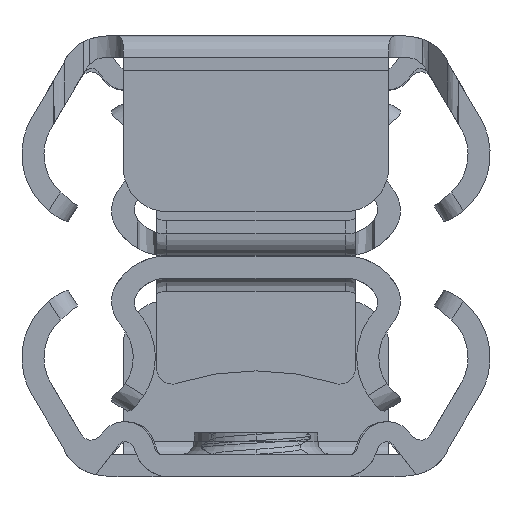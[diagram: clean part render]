
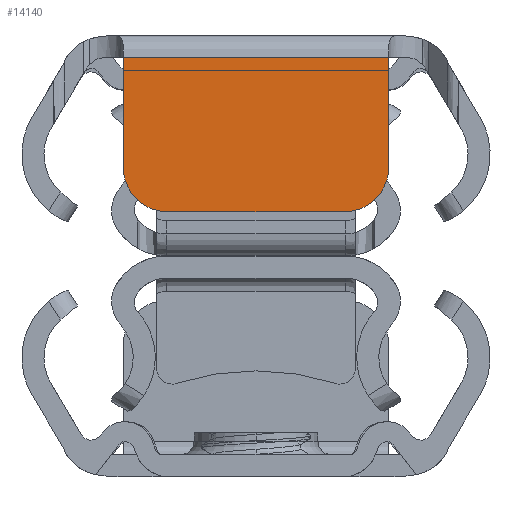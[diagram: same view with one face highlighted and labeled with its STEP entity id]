
A CAD part, left-side view. The second image highlights one B-rep face of the part: STEP entity #14140.
In plain terms, the highlighted face is planar.
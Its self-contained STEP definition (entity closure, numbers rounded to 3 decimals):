
#115 = EDGE_CURVE ( 'NONE', #562, #11841, #8549, .T. ) ;
#204 = DIRECTION ( 'NONE',  ( 0., -0.259, -0.966 ) ) ;
#259 = AXIS2_PLACEMENT_3D ( 'NONE', #11045, #12207, #2104 ) ;
#389 = ORIENTED_EDGE ( 'NONE', *, *, #450, .T. ) ;
#450 = EDGE_CURVE ( 'NONE', #1963, #11261, #11372, .T. ) ;
#562 = VERTEX_POINT ( 'NONE', #11728 ) ;
#819 = FACE_OUTER_BOUND ( 'NONE', #13885, .T. ) ;
#851 = CARTESIAN_POINT ( 'NONE',  ( 155., 3., 3.132 ) ) ;
#1059 = ORIENTED_EDGE ( 'NONE', *, *, #11030, .T. ) ;
#1147 = ORIENTED_EDGE ( 'NONE', *, *, #10019, .T. ) ;
#1348 = EDGE_CURVE ( 'NONE', #12005, #9788, #11226, .T. ) ;
#1875 = VECTOR ( 'NONE', #7381, 1000. ) ;
#1885 = EDGE_CURVE ( 'NONE', #6247, #562, #7987, .T. ) ;
#1946 = CARTESIAN_POINT ( 'NONE',  ( 155., 3., 0.5 ) ) ;
#1963 = VERTEX_POINT ( 'NONE', #10241 ) ;
#2104 = DIRECTION ( 'NONE',  ( 0., 0., -1. ) ) ;
#2110 = ORIENTED_EDGE ( 'NONE', *, *, #115, .T. ) ;
#2388 = VERTEX_POINT ( 'NONE', #3766 ) ;
#2707 = CARTESIAN_POINT ( 'NONE',  ( 155., -2., 3. ) ) ;
#2718 = CARTESIAN_POINT ( 'NONE',  ( 155., 0., 4. ) ) ;
#3015 = CARTESIAN_POINT ( 'NONE',  ( 155., -3.65, 2.7 ) ) ;
#3462 = CARTESIAN_POINT ( 'NONE',  ( 155., 3., 0. ) ) ;
#3766 = CARTESIAN_POINT ( 'NONE',  ( 155., 2.966, 3.259 ) ) ;
#4212 = AXIS2_PLACEMENT_3D ( 'NONE', #3015, #10858, #10790 ) ;
#4228 = CARTESIAN_POINT ( 'NONE',  ( 155., 3., 0.5 ) ) ;
#4357 = CIRCLE ( 'NONE', #12465, 1. ) ;
#4685 = EDGE_CURVE ( 'NONE', #11841, #9788, #9936, .T. ) ;
#4928 = CIRCLE ( 'NONE', #259, 1. ) ;
#5141 = CARTESIAN_POINT ( 'NONE',  ( 155., -2., 4. ) ) ;
#5421 = ORIENTED_EDGE ( 'NONE', *, *, #1348, .F. ) ;
#5699 = DIRECTION ( 'NONE',  ( 1., 0., 0. ) ) ;
#6078 = CARTESIAN_POINT ( 'NONE',  ( 155., 3.582, 0.96 ) ) ;
#6247 = VERTEX_POINT ( 'NONE', #8756 ) ;
#6489 = VECTOR ( 'NONE', #12048, 1000. ) ;
#6736 = VECTOR ( 'NONE', #9183, 1000. ) ;
#6892 = ORIENTED_EDGE ( 'NONE', *, *, #4685, .T. ) ;
#7165 = DIRECTION ( 'NONE',  ( 0., 0.259, -0.966 ) ) ;
#7239 = VECTOR ( 'NONE', #204, 1000. ) ;
#7381 = DIRECTION ( 'NONE',  ( 0., 0., -1. ) ) ;
#7987 = LINE ( 'NONE', #13726, #7239 ) ;
#8549 = LINE ( 'NONE', #10661, #1875 ) ;
#8756 = CARTESIAN_POINT ( 'NONE',  ( 155., -2.966, 3.259 ) ) ;
#9173 = DIRECTION ( 'NONE',  ( 0., 0., -1. ) ) ;
#9183 = DIRECTION ( 'NONE',  ( 0., -1., 0. ) ) ;
#9619 = PLANE ( 'NONE',  #4212 ) ;
#9788 = VERTEX_POINT ( 'NONE', #1946 ) ;
#9936 = LINE ( 'NONE', #4228, #6489 ) ;
#10019 = EDGE_CURVE ( 'NONE', #11261, #6247, #4357, .T. ) ;
#10241 = CARTESIAN_POINT ( 'NONE',  ( 155., 2., 4. ) ) ;
#10518 = LINE ( 'NONE', #6078, #11665 ) ;
#10661 = CARTESIAN_POINT ( 'NONE',  ( 155., -3., 0. ) ) ;
#10726 = VECTOR ( 'NONE', #12247, 1000. ) ;
#10790 = DIRECTION ( 'NONE',  ( 0., 0., -1. ) ) ;
#10858 = DIRECTION ( 'NONE',  ( 1., 0., 0. ) ) ;
#11030 = EDGE_CURVE ( 'NONE', #2388, #1963, #4928, .T. ) ;
#11045 = CARTESIAN_POINT ( 'NONE',  ( 155., 2., 3. ) ) ;
#11226 = LINE ( 'NONE', #3462, #10726 ) ;
#11261 = VERTEX_POINT ( 'NONE', #5141 ) ;
#11372 = LINE ( 'NONE', #2718, #6736 ) ;
#11665 = VECTOR ( 'NONE', #7165, 1000. ) ;
#11728 = CARTESIAN_POINT ( 'NONE',  ( 155., -3., 3.132 ) ) ;
#11841 = VERTEX_POINT ( 'NONE', #13869 ) ;
#12005 = VERTEX_POINT ( 'NONE', #851 ) ;
#12048 = DIRECTION ( 'NONE',  ( 0., 1., 0. ) ) ;
#12207 = DIRECTION ( 'NONE',  ( 1., 0., 0. ) ) ;
#12247 = DIRECTION ( 'NONE',  ( 0., 0., -1. ) ) ;
#12465 = AXIS2_PLACEMENT_3D ( 'NONE', #2707, #5699, #9173 ) ;
#12481 = EDGE_CURVE ( 'NONE', #2388, #12005, #10518, .T. ) ;
#12819 = ORIENTED_EDGE ( 'NONE', *, *, #12481, .F. ) ;
#13623 = ORIENTED_EDGE ( 'NONE', *, *, #1885, .T. ) ;
#13726 = CARTESIAN_POINT ( 'NONE',  ( 155., -3.582, 0.96 ) ) ;
#13869 = CARTESIAN_POINT ( 'NONE',  ( 155., -3., 0.5 ) ) ;
#13885 = EDGE_LOOP ( 'NONE', ( #2110, #6892, #5421, #12819, #1059, #389, #1147, #13623 ) ) ;
#14140 = ADVANCED_FACE ( 'NONE', ( #819 ), #9619, .T. ) ;
